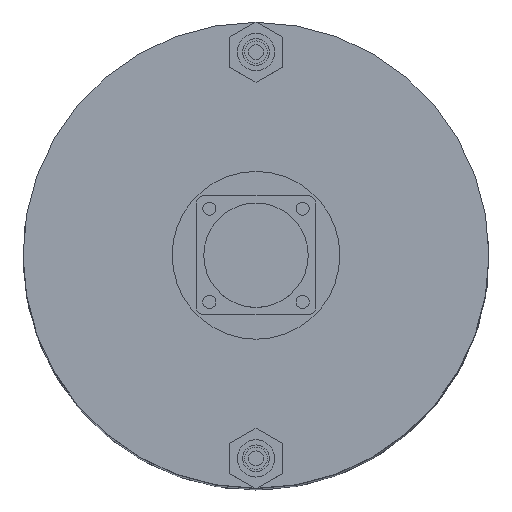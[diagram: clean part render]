
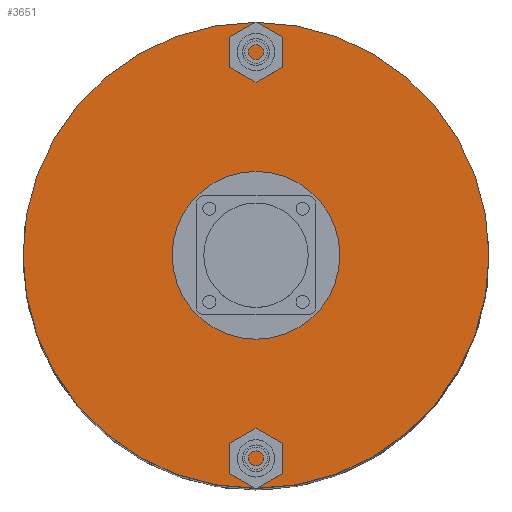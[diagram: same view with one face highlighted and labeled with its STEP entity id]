
A CAD part, top view. The second image highlights one B-rep face of the part: STEP entity #3651.
In plain terms, the highlighted planar face has unit normal (0, 0, 1).
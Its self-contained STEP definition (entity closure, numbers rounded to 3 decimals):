
#124 = CARTESIAN_POINT ( 'NONE',  ( -62.5, 0., 35.5 ) ) ;
#323 = CARTESIAN_POINT ( 'NONE',  ( 0., 0., 35.5 ) ) ;
#328 = DIRECTION ( 'NONE',  ( 0., 0., 1. ) ) ;
#400 = VERTEX_POINT ( 'NONE', #3193 ) ;
#526 = AXIS2_PLACEMENT_3D ( 'NONE', #1554, #4570, #2697 ) ;
#697 = PLANE ( 'NONE',  #4510 ) ;
#809 = EDGE_LOOP ( 'NONE', ( #3450, #4548 ) ) ;
#1027 = CARTESIAN_POINT ( 'NONE',  ( 0., 0., 35.5 ) ) ;
#1234 = VERTEX_POINT ( 'NONE', #2960 ) ;
#1261 = CIRCLE ( 'NONE', #1842, 62.5 ) ;
#1367 = DIRECTION ( 'NONE',  ( 1., 0., 0. ) ) ;
#1429 = CIRCLE ( 'NONE', #4130, 22.5 ) ;
#1554 = CARTESIAN_POINT ( 'NONE',  ( 0., 0., 35.5 ) ) ;
#1602 = FACE_BOUND ( 'NONE', #4736, .T. ) ;
#1671 = AXIS2_PLACEMENT_3D ( 'NONE', #1027, #328, #1367 ) ;
#1678 = ORIENTED_EDGE ( 'NONE', *, *, #4203, .F. ) ;
#1842 = AXIS2_PLACEMENT_3D ( 'NONE', #4747, #2860, #3579 ) ;
#1867 = VERTEX_POINT ( 'NONE', #124 ) ;
#2445 = CIRCLE ( 'NONE', #1671, 62.5 ) ;
#2697 = DIRECTION ( 'NONE',  ( 1., 0., 0. ) ) ;
#2860 = DIRECTION ( 'NONE',  ( 0., 0., 1. ) ) ;
#2889 = CARTESIAN_POINT ( 'NONE',  ( 0., 0., 35.5 ) ) ;
#2922 = CIRCLE ( 'NONE', #526, 22.5 ) ;
#2960 = CARTESIAN_POINT ( 'NONE',  ( 62.5, 0., 35.5 ) ) ;
#3191 = ORIENTED_EDGE ( 'NONE', *, *, #4433, .F. ) ;
#3193 = CARTESIAN_POINT ( 'NONE',  ( -22.5, 0., 35.5 ) ) ;
#3205 = DIRECTION ( 'NONE',  ( 1., 0., 0. ) ) ;
#3286 = DIRECTION ( 'NONE',  ( 0., 0., 1. ) ) ;
#3450 = ORIENTED_EDGE ( 'NONE', *, *, #3970, .T. ) ;
#3579 = DIRECTION ( 'NONE',  ( 1., 0., 0. ) ) ;
#3651 = ADVANCED_FACE ( 'NONE', ( #1602, #4025 ), #697, .T. ) ;
#3836 = EDGE_CURVE ( 'NONE', #1234, #1867, #1261, .T. ) ;
#3958 = DIRECTION ( 'NONE',  ( 0., 0., 1. ) ) ;
#3970 = EDGE_CURVE ( 'NONE', #1867, #1234, #2445, .T. ) ;
#4025 = FACE_OUTER_BOUND ( 'NONE', #809, .T. ) ;
#4130 = AXIS2_PLACEMENT_3D ( 'NONE', #2889, #3958, #3205 ) ;
#4203 = EDGE_CURVE ( 'NONE', #400, #4588, #2922, .T. ) ;
#4380 = DIRECTION ( 'NONE',  ( 1., 0., 0. ) ) ;
#4433 = EDGE_CURVE ( 'NONE', #4588, #400, #1429, .T. ) ;
#4510 = AXIS2_PLACEMENT_3D ( 'NONE', #323, #3286, #4380 ) ;
#4548 = ORIENTED_EDGE ( 'NONE', *, *, #3836, .T. ) ;
#4570 = DIRECTION ( 'NONE',  ( 0., 0., 1. ) ) ;
#4588 = VERTEX_POINT ( 'NONE', #4817 ) ;
#4736 = EDGE_LOOP ( 'NONE', ( #1678, #3191 ) ) ;
#4747 = CARTESIAN_POINT ( 'NONE',  ( 0., 0., 35.5 ) ) ;
#4817 = CARTESIAN_POINT ( 'NONE',  ( 22.5, 0., 35.5 ) ) ;
